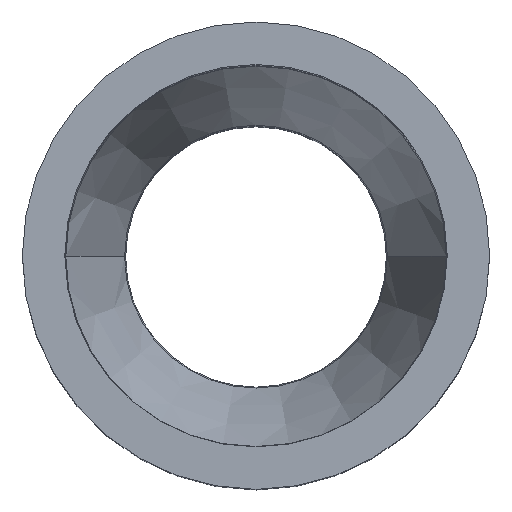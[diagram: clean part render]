
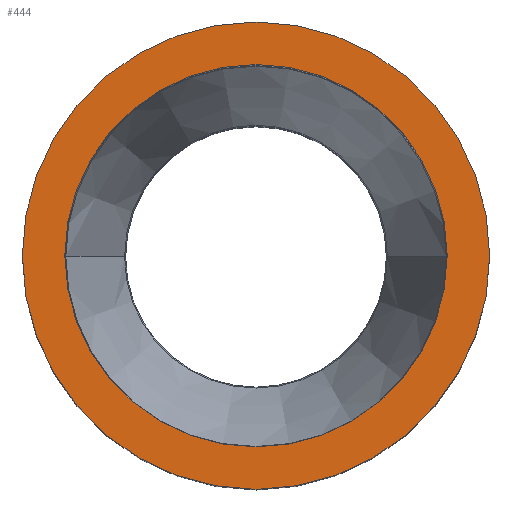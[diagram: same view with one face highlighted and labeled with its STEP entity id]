
A CAD part, top view. The second image highlights one B-rep face of the part: STEP entity #444.
In plain terms, the highlighted planar face has unit normal (0, 0, 1).
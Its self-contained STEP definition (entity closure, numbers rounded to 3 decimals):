
#2 = CARTESIAN_POINT ( 'NONE',  ( 0., 0., 109.471 ) ) ;
#4 = EDGE_CURVE ( 'NONE', #471, #19, #259, .T. ) ;
#8 = CARTESIAN_POINT ( 'NONE',  ( -45., 0., 109.471 ) ) ;
#9 = PLANE ( 'NONE',  #272 ) ;
#18 = VERTEX_POINT ( 'NONE', #419 ) ;
#19 = VERTEX_POINT ( 'NONE', #448 ) ;
#21 = CARTESIAN_POINT ( 'NONE',  ( 55., 0., 109.471 ) ) ;
#70 = CARTESIAN_POINT ( 'NONE',  ( 0., 0., 109.471 ) ) ;
#98 = AXIS2_PLACEMENT_3D ( 'NONE', #208, #523, #309 ) ;
#183 = DIRECTION ( 'NONE',  ( 0., 0., -1. ) ) ;
#188 = CARTESIAN_POINT ( 'NONE',  ( 0., 0., 109.471 ) ) ;
#208 = CARTESIAN_POINT ( 'NONE',  ( 0., 0., 109.471 ) ) ;
#217 = DIRECTION ( 'NONE',  ( 0., 0., 1. ) ) ;
#223 = CIRCLE ( 'NONE', #355, 45. ) ;
#242 = DIRECTION ( 'NONE',  ( 0., 0., -1. ) ) ;
#248 = ORIENTED_EDGE ( 'NONE', *, *, #639, .T. ) ;
#250 = EDGE_CURVE ( 'NONE', #19, #471, #642, .T. ) ;
#252 = AXIS2_PLACEMENT_3D ( 'NONE', #188, #590, #648 ) ;
#257 = CARTESIAN_POINT ( 'NONE',  ( 45., 0., 109.471 ) ) ;
#259 = CIRCLE ( 'NONE', #98, 55. ) ;
#272 = AXIS2_PLACEMENT_3D ( 'NONE', #8, #217, #618 ) ;
#284 = AXIS2_PLACEMENT_3D ( 'NONE', #70, #183, #472 ) ;
#303 = FACE_BOUND ( 'NONE', #377, .T. ) ;
#309 = DIRECTION ( 'NONE',  ( -1., 0., 0. ) ) ;
#355 = AXIS2_PLACEMENT_3D ( 'NONE', #2, #242, #498 ) ;
#377 = EDGE_LOOP ( 'NONE', ( #248, #594 ) ) ;
#389 = EDGE_CURVE ( 'NONE', #547, #18, #223, .T. ) ;
#419 = CARTESIAN_POINT ( 'NONE',  ( -45., 0., 109.471 ) ) ;
#444 = ADVANCED_FACE ( 'NONE', ( #303, #569 ), #9, .T. ) ;
#448 = CARTESIAN_POINT ( 'NONE',  ( -55., 0., 109.471 ) ) ;
#471 = VERTEX_POINT ( 'NONE', #21 ) ;
#472 = DIRECTION ( 'NONE',  ( -1., 0., 0. ) ) ;
#498 = DIRECTION ( 'NONE',  ( -1., 0., 0. ) ) ;
#523 = DIRECTION ( 'NONE',  ( 0., 0., -1. ) ) ;
#524 = EDGE_LOOP ( 'NONE', ( #549, #572 ) ) ;
#547 = VERTEX_POINT ( 'NONE', #257 ) ;
#549 = ORIENTED_EDGE ( 'NONE', *, *, #250, .F. ) ;
#565 = CIRCLE ( 'NONE', #284, 45. ) ;
#569 = FACE_OUTER_BOUND ( 'NONE', #524, .T. ) ;
#572 = ORIENTED_EDGE ( 'NONE', *, *, #4, .F. ) ;
#590 = DIRECTION ( 'NONE',  ( 0., 0., -1. ) ) ;
#594 = ORIENTED_EDGE ( 'NONE', *, *, #389, .T. ) ;
#618 = DIRECTION ( 'NONE',  ( 1., 0., 0. ) ) ;
#639 = EDGE_CURVE ( 'NONE', #18, #547, #565, .T. ) ;
#642 = CIRCLE ( 'NONE', #252, 55. ) ;
#648 = DIRECTION ( 'NONE',  ( -1., 0., 0. ) ) ;
